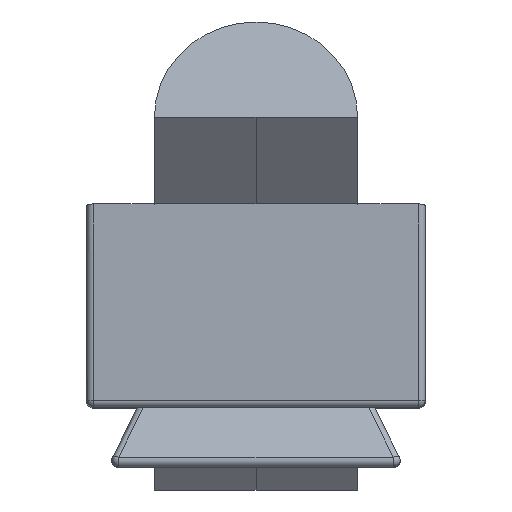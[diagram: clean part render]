
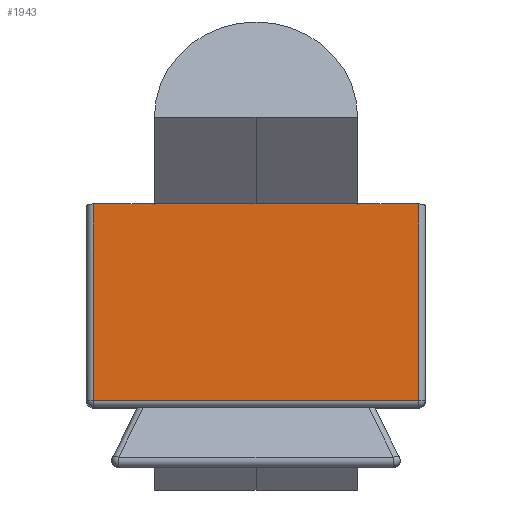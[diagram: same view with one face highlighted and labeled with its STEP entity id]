
A CAD part, top view. The second image highlights one B-rep face of the part: STEP entity #1943.
In plain terms, the highlighted planar face has unit normal (0, 0, 1).
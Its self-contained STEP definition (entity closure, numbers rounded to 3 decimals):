
#100 = CYLINDRICAL_SURFACE('',#101,1.);
#101 = AXIS2_PLACEMENT_3D('',#102,#103,#104);
#102 = CARTESIAN_POINT('',(-25.,1.,39.));
#103 = DIRECTION('',(1.,-0.,-0.));
#104 = DIRECTION('',(-0.,-1.,0.));
#679 = PLANE('',#680);
#680 = AXIS2_PLACEMENT_3D('',#681,#682,#683);
#681 = CARTESIAN_POINT('',(0.,16.319,2.412));
#682 = DIRECTION('',(0.,0.94,-0.342));
#683 = DIRECTION('',(0.,0.342,0.94));
#759 = PLANE('',#760);
#760 = AXIS2_PLACEMENT_3D('',#761,#762,#763);
#761 = CARTESIAN_POINT('',(0.,16.319,2.412));
#762 = DIRECTION('',(0.,0.94,-0.342));
#763 = DIRECTION('',(0.,0.342,0.94));
#975 = VERTEX_POINT('',#976);
#976 = CARTESIAN_POINT('',(-24.,1.,40.));
#998 = EDGE_CURVE('',#975,#999,#1001,.T.);
#999 = VERTEX_POINT('',#1000);
#1000 = CARTESIAN_POINT('',(24.,1.,40.));
#1001 = SURFACE_CURVE('',#1002,(#1006,#1013),.PCURVE_S1.);
#1002 = LINE('',#1003,#1004);
#1003 = CARTESIAN_POINT('',(-25.,1.,40.));
#1004 = VECTOR('',#1005,1.);
#1005 = DIRECTION('',(1.,-0.,-0.));
#1006 = PCURVE('',#100,#1007);
#1007 = DEFINITIONAL_REPRESENTATION('',(#1008),#1012);
#1008 = LINE('',#1009,#1010);
#1009 = CARTESIAN_POINT('',(-1.571,0.));
#1010 = VECTOR('',#1011,1.);
#1011 = DIRECTION('',(-0.,1.));
#1012 = ( GEOMETRIC_REPRESENTATION_CONTEXT(2) 
PARAMETRIC_REPRESENTATION_CONTEXT() REPRESENTATION_CONTEXT('2D SPACE',''
  ) );
#1013 = PCURVE('',#1014,#1019);
#1014 = PLANE('',#1015);
#1015 = AXIS2_PLACEMENT_3D('',#1016,#1017,#1018);
#1016 = CARTESIAN_POINT('',(-25.,0.,40.));
#1017 = DIRECTION('',(0.,0.,-1.));
#1018 = DIRECTION('',(1.,0.,0.));
#1019 = DEFINITIONAL_REPRESENTATION('',(#1020),#1024);
#1020 = LINE('',#1021,#1022);
#1021 = CARTESIAN_POINT('',(0.,-1.));
#1022 = VECTOR('',#1023,1.);
#1023 = DIRECTION('',(1.,0.));
#1024 = ( GEOMETRIC_REPRESENTATION_CONTEXT(2) 
PARAMETRIC_REPRESENTATION_CONTEXT() REPRESENTATION_CONTEXT('2D SPACE',''
  ) );
#1513 = VERTEX_POINT('',#1514);
#1514 = CARTESIAN_POINT('',(15.,30.,40.));
#1540 = EDGE_CURVE('',#1513,#1541,#1543,.T.);
#1541 = VERTEX_POINT('',#1542);
#1542 = CARTESIAN_POINT('',(24.,30.,40.));
#1543 = SURFACE_CURVE('',#1544,(#1548,#1554),.PCURVE_S1.);
#1544 = LINE('',#1545,#1546);
#1545 = CARTESIAN_POINT('',(-12.5,30.,40.));
#1546 = VECTOR('',#1547,1.);
#1547 = DIRECTION('',(1.,0.,0.));
#1548 = PCURVE('',#679,#1549);
#1549 = DEFINITIONAL_REPRESENTATION('',(#1550),#1553);
#1550 = B_SPLINE_CURVE_WITH_KNOTS('',1,(#1551,#1552),.UNSPECIFIED.,.F.,
  .F.,(2,2),(-12.5,37.5),.PIECEWISE_BEZIER_KNOTS.);
#1551 = CARTESIAN_POINT('',(40.,-25.));
#1552 = CARTESIAN_POINT('',(40.,25.));
#1553 = ( GEOMETRIC_REPRESENTATION_CONTEXT(2) 
PARAMETRIC_REPRESENTATION_CONTEXT() REPRESENTATION_CONTEXT('2D SPACE',''
  ) );
#1554 = PCURVE('',#1014,#1555);
#1555 = DEFINITIONAL_REPRESENTATION('',(#1556),#1559);
#1556 = B_SPLINE_CURVE_WITH_KNOTS('',1,(#1557,#1558),.UNSPECIFIED.,.F.,
  .F.,(2,2),(-12.5,37.5),.PIECEWISE_BEZIER_KNOTS.);
#1557 = CARTESIAN_POINT('',(0.,-30.));
#1558 = CARTESIAN_POINT('',(50.,-30.));
#1559 = ( GEOMETRIC_REPRESENTATION_CONTEXT(2) 
PARAMETRIC_REPRESENTATION_CONTEXT() REPRESENTATION_CONTEXT('2D SPACE',''
  ) );
#1578 = CYLINDRICAL_SURFACE('',#1579,1.);
#1579 = AXIS2_PLACEMENT_3D('',#1580,#1581,#1582);
#1580 = CARTESIAN_POINT('',(24.,0.,39.));
#1581 = DIRECTION('',(0.,1.,0.));
#1582 = DIRECTION('',(0.,0.,1.));
#1638 = VERTEX_POINT('',#1639);
#1639 = CARTESIAN_POINT('',(-24.,30.,40.));
#1658 = CYLINDRICAL_SURFACE('',#1659,1.);
#1659 = AXIS2_PLACEMENT_3D('',#1660,#1661,#1662);
#1660 = CARTESIAN_POINT('',(-24.,0.,39.));
#1661 = DIRECTION('',(0.,1.,0.));
#1662 = DIRECTION('',(0.,0.,1.));
#1673 = EDGE_CURVE('',#1638,#1674,#1676,.T.);
#1674 = VERTEX_POINT('',#1675);
#1675 = CARTESIAN_POINT('',(-15.,30.,40.));
#1676 = SURFACE_CURVE('',#1677,(#1681,#1687),.PCURVE_S1.);
#1677 = LINE('',#1678,#1679);
#1678 = CARTESIAN_POINT('',(-12.5,30.,40.));
#1679 = VECTOR('',#1680,1.);
#1680 = DIRECTION('',(1.,0.,0.));
#1681 = PCURVE('',#759,#1682);
#1682 = DEFINITIONAL_REPRESENTATION('',(#1683),#1686);
#1683 = B_SPLINE_CURVE_WITH_KNOTS('',1,(#1684,#1685),.UNSPECIFIED.,.F.,
  .F.,(2,2),(-12.5,37.5),.PIECEWISE_BEZIER_KNOTS.);
#1684 = CARTESIAN_POINT('',(40.,-25.));
#1685 = CARTESIAN_POINT('',(40.,25.));
#1686 = ( GEOMETRIC_REPRESENTATION_CONTEXT(2) 
PARAMETRIC_REPRESENTATION_CONTEXT() REPRESENTATION_CONTEXT('2D SPACE',''
  ) );
#1687 = PCURVE('',#1014,#1688);
#1688 = DEFINITIONAL_REPRESENTATION('',(#1689),#1692);
#1689 = B_SPLINE_CURVE_WITH_KNOTS('',1,(#1690,#1691),.UNSPECIFIED.,.F.,
  .F.,(2,2),(-12.5,37.5),.PIECEWISE_BEZIER_KNOTS.);
#1690 = CARTESIAN_POINT('',(0.,-30.));
#1691 = CARTESIAN_POINT('',(50.,-30.));
#1692 = ( GEOMETRIC_REPRESENTATION_CONTEXT(2) 
PARAMETRIC_REPRESENTATION_CONTEXT() REPRESENTATION_CONTEXT('2D SPACE',''
  ) );
#1943 = ADVANCED_FACE('',(#1944),#1014,.F.);
#1944 = FACE_BOUND('',#1945,.F.);
#1945 = EDGE_LOOP('',(#1946,#1947,#1974,#1999,#2000,#2021,#2022));
#1946 = ORIENTED_EDGE('',*,*,#1673,.T.);
#1947 = ORIENTED_EDGE('',*,*,#1948,.T.);
#1948 = EDGE_CURVE('',#1674,#1949,#1951,.T.);
#1949 = VERTEX_POINT('',#1950);
#1950 = CARTESIAN_POINT('',(0.,30.,40.));
#1951 = SURFACE_CURVE('',#1952,(#1956,#1962),.PCURVE_S1.);
#1952 = LINE('',#1953,#1954);
#1953 = CARTESIAN_POINT('',(-12.5,30.,40.));
#1954 = VECTOR('',#1955,1.);
#1955 = DIRECTION('',(1.,0.,0.));
#1956 = PCURVE('',#1014,#1957);
#1957 = DEFINITIONAL_REPRESENTATION('',(#1958),#1961);
#1958 = B_SPLINE_CURVE_WITH_KNOTS('',1,(#1959,#1960),.UNSPECIFIED.,.F.,
  .F.,(2,2),(-12.5,37.5),.PIECEWISE_BEZIER_KNOTS.);
#1959 = CARTESIAN_POINT('',(0.,-30.));
#1960 = CARTESIAN_POINT('',(50.,-30.));
#1961 = ( GEOMETRIC_REPRESENTATION_CONTEXT(2) 
PARAMETRIC_REPRESENTATION_CONTEXT() REPRESENTATION_CONTEXT('2D SPACE',''
  ) );
#1962 = PCURVE('',#1963,#1968);
#1963 = PLANE('',#1964);
#1964 = AXIS2_PLACEMENT_3D('',#1965,#1966,#1967);
#1965 = CARTESIAN_POINT('',(-7.5,15.345,-0.264));
#1966 = DIRECTION('',(0.,0.94,-0.342));
#1967 = DIRECTION('',(0.,0.342,0.94));
#1968 = DEFINITIONAL_REPRESENTATION('',(#1969),#1973);
#1969 = LINE('',#1970,#1971);
#1970 = CARTESIAN_POINT('',(42.848,-5.));
#1971 = VECTOR('',#1972,1.);
#1972 = DIRECTION('',(0.,1.));
#1973 = ( GEOMETRIC_REPRESENTATION_CONTEXT(2) 
PARAMETRIC_REPRESENTATION_CONTEXT() REPRESENTATION_CONTEXT('2D SPACE',''
  ) );
#1974 = ORIENTED_EDGE('',*,*,#1975,.T.);
#1975 = EDGE_CURVE('',#1949,#1513,#1976,.T.);
#1976 = SURFACE_CURVE('',#1977,(#1981,#1987),.PCURVE_S1.);
#1977 = LINE('',#1978,#1979);
#1978 = CARTESIAN_POINT('',(-12.5,30.,40.));
#1979 = VECTOR('',#1980,1.);
#1980 = DIRECTION('',(1.,0.,0.));
#1981 = PCURVE('',#1014,#1982);
#1982 = DEFINITIONAL_REPRESENTATION('',(#1983),#1986);
#1983 = B_SPLINE_CURVE_WITH_KNOTS('',1,(#1984,#1985),.UNSPECIFIED.,.F.,
  .F.,(2,2),(-12.5,37.5),.PIECEWISE_BEZIER_KNOTS.);
#1984 = CARTESIAN_POINT('',(0.,-30.));
#1985 = CARTESIAN_POINT('',(50.,-30.));
#1986 = ( GEOMETRIC_REPRESENTATION_CONTEXT(2) 
PARAMETRIC_REPRESENTATION_CONTEXT() REPRESENTATION_CONTEXT('2D SPACE',''
  ) );
#1987 = PCURVE('',#1988,#1993);
#1988 = PLANE('',#1989);
#1989 = AXIS2_PLACEMENT_3D('',#1990,#1991,#1992);
#1990 = CARTESIAN_POINT('',(7.5,15.345,-0.264));
#1991 = DIRECTION('',(0.,-0.94,0.342));
#1992 = DIRECTION('',(0.,0.342,0.94));
#1993 = DEFINITIONAL_REPRESENTATION('',(#1994),#1998);
#1994 = LINE('',#1995,#1996);
#1995 = CARTESIAN_POINT('',(42.848,20.));
#1996 = VECTOR('',#1997,1.);
#1997 = DIRECTION('',(0.,-1.));
#1998 = ( GEOMETRIC_REPRESENTATION_CONTEXT(2) 
PARAMETRIC_REPRESENTATION_CONTEXT() REPRESENTATION_CONTEXT('2D SPACE',''
  ) );
#1999 = ORIENTED_EDGE('',*,*,#1540,.T.);
#2000 = ORIENTED_EDGE('',*,*,#2001,.F.);
#2001 = EDGE_CURVE('',#999,#1541,#2002,.T.);
#2002 = SURFACE_CURVE('',#2003,(#2007,#2014),.PCURVE_S1.);
#2003 = LINE('',#2004,#2005);
#2004 = CARTESIAN_POINT('',(24.,0.,40.));
#2005 = VECTOR('',#2006,1.);
#2006 = DIRECTION('',(0.,1.,0.));
#2007 = PCURVE('',#1014,#2008);
#2008 = DEFINITIONAL_REPRESENTATION('',(#2009),#2013);
#2009 = LINE('',#2010,#2011);
#2010 = CARTESIAN_POINT('',(49.,0.));
#2011 = VECTOR('',#2012,1.);
#2012 = DIRECTION('',(-0.,-1.));
#2013 = ( GEOMETRIC_REPRESENTATION_CONTEXT(2) 
PARAMETRIC_REPRESENTATION_CONTEXT() REPRESENTATION_CONTEXT('2D SPACE',''
  ) );
#2014 = PCURVE('',#1578,#2015);
#2015 = DEFINITIONAL_REPRESENTATION('',(#2016),#2020);
#2016 = LINE('',#2017,#2018);
#2017 = CARTESIAN_POINT('',(0.,0.));
#2018 = VECTOR('',#2019,1.);
#2019 = DIRECTION('',(0.,1.));
#2020 = ( GEOMETRIC_REPRESENTATION_CONTEXT(2) 
PARAMETRIC_REPRESENTATION_CONTEXT() REPRESENTATION_CONTEXT('2D SPACE',''
  ) );
#2021 = ORIENTED_EDGE('',*,*,#998,.F.);
#2022 = ORIENTED_EDGE('',*,*,#2023,.T.);
#2023 = EDGE_CURVE('',#975,#1638,#2024,.T.);
#2024 = SURFACE_CURVE('',#2025,(#2029,#2036),.PCURVE_S1.);
#2025 = LINE('',#2026,#2027);
#2026 = CARTESIAN_POINT('',(-24.,0.,40.));
#2027 = VECTOR('',#2028,1.);
#2028 = DIRECTION('',(0.,1.,0.));
#2029 = PCURVE('',#1014,#2030);
#2030 = DEFINITIONAL_REPRESENTATION('',(#2031),#2035);
#2031 = LINE('',#2032,#2033);
#2032 = CARTESIAN_POINT('',(1.,0.));
#2033 = VECTOR('',#2034,1.);
#2034 = DIRECTION('',(-0.,-1.));
#2035 = ( GEOMETRIC_REPRESENTATION_CONTEXT(2) 
PARAMETRIC_REPRESENTATION_CONTEXT() REPRESENTATION_CONTEXT('2D SPACE',''
  ) );
#2036 = PCURVE('',#1658,#2037);
#2037 = DEFINITIONAL_REPRESENTATION('',(#2038),#2042);
#2038 = LINE('',#2039,#2040);
#2039 = CARTESIAN_POINT('',(-0.,0.));
#2040 = VECTOR('',#2041,1.);
#2041 = DIRECTION('',(-0.,1.));
#2042 = ( GEOMETRIC_REPRESENTATION_CONTEXT(2) 
PARAMETRIC_REPRESENTATION_CONTEXT() REPRESENTATION_CONTEXT('2D SPACE',''
  ) );
